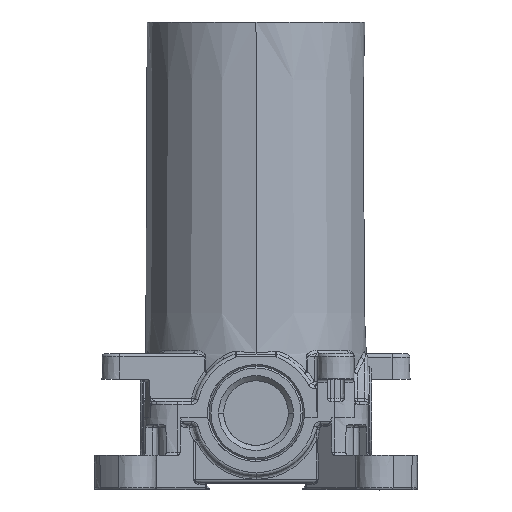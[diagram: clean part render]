
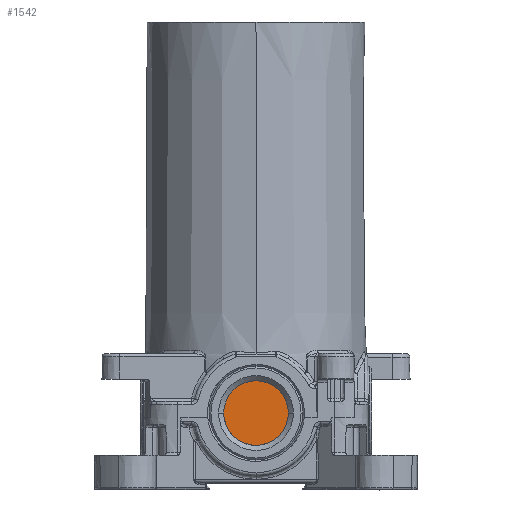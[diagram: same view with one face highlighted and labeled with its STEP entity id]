
A CAD part, top view. The second image highlights one B-rep face of the part: STEP entity #1542.
In plain terms, the highlighted planar face has unit normal (0, 0, 1).
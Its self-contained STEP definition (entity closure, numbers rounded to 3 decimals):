
#1461=CARTESIAN_POINT('Vertex',(-9.5,0.,152.5)) ;
#1466=CARTESIAN_POINT('Axis2P3D Location',(0.,0.,152.5)) ;
#1470=CARTESIAN_POINT('Vertex',(9.5,0.,152.5)) ;
#1493=CARTESIAN_POINT('Control Point',(9.5,0.,152.5)) ;
#1494=CARTESIAN_POINT('Control Point',(9.5,-1.492,152.5)) ;
#1495=CARTESIAN_POINT('Control Point',(9.207,-2.985,152.5)) ;
#1496=CARTESIAN_POINT('Control Point',(8.621,-4.4,152.5)) ;
#1497=CARTESIAN_POINT('Control Point',(6.925,-6.925,152.5)) ;
#1498=CARTESIAN_POINT('Control Point',(4.4,-8.621,152.5)) ;
#1499=CARTESIAN_POINT('Control Point',(2.985,-9.207,152.5)) ;
#1500=CARTESIAN_POINT('Control Point',(0.,-9.793,152.5)) ;
#1501=CARTESIAN_POINT('Control Point',(-2.985,-9.207,152.5)) ;
#1502=CARTESIAN_POINT('Control Point',(-4.4,-8.621,152.5)) ;
#1503=CARTESIAN_POINT('Control Point',(-6.925,-6.925,152.5)) ;
#1504=CARTESIAN_POINT('Control Point',(-8.621,-4.4,152.5)) ;
#1505=CARTESIAN_POINT('Control Point',(-9.207,-2.985,152.5)) ;
#1506=CARTESIAN_POINT('Control Point',(-9.5,-1.492,152.5)) ;
#1507=CARTESIAN_POINT('Control Point',(-9.5,0.,152.5)) ;
#1533=CARTESIAN_POINT('Axis2P3D Location',(0.,0.,152.5)) ;
#1467=DIRECTION('Axis2P3D Direction',(0.,0.,-1.)) ;
#1534=DIRECTION('Axis2P3D Direction',(0.,0.,-1.)) ;
#1535=DIRECTION('Axis2P3D XDirection',(0.,1.,0.)) ;
#1468=AXIS2_PLACEMENT_3D('Circle Axis2P3D',#1466,#1467,$) ;
#1536=AXIS2_PLACEMENT_3D('Plane Axis2P3D',#1533,#1534,#1535) ;
#1469=CIRCLE('generated circle',#1468,9.5) ;
#1537=PLANE('',#1536) ;
#1472=EDGE_CURVE('',#1462,#1471,#1469,.T.) ;
#1508=EDGE_CURVE('',#1471,#1462,#1492,.T.) ;
#1539=ORIENTED_EDGE('',*,*,#1508,.F.) ;
#1540=ORIENTED_EDGE('',*,*,#1472,.F.) ;
#1538=EDGE_LOOP('',(#1539,#1540)) ;
#1462=VERTEX_POINT('',#1461) ;
#1471=VERTEX_POINT('',#1470) ;
#1542=ADVANCED_FACE('ZB0G6000.1',(#1541),#1537,.F.) ;
#1492=B_SPLINE_CURVE_WITH_KNOTS('',5,(#1493,#1494,#1495,#1496,#1497,#1498,#1499,#1500,#1501,#1502,#1503,#1504,#1505,#1506,#1507),.UNSPECIFIED.,.F.,.U.,(6,3,3,3,6),(-14.923,-7.461,0.,7.461,14.923),.UNSPECIFIED.) ;
#1541=FACE_OUTER_BOUND('',#1538,.T.) ;
